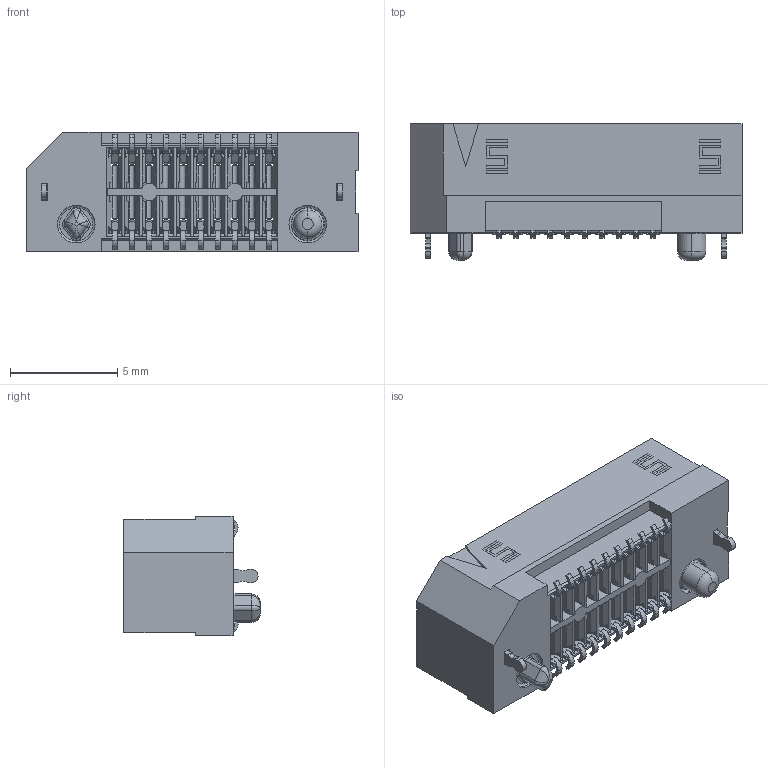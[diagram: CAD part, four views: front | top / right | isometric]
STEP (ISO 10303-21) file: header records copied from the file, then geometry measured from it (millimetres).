
FILE_DESCRIPTION (( 'STEP AP203' ), '1' );
FILE_NAME ('ERF8-010-05.0-X-DV-L.step', '2008-10-08T17:44:00', ( 'samtec' ), ( 'samtec' ), 'SwSTEP 2.0', 'SolidWorks 2007', '' );
FILE_SCHEMA (( 'CONFIG_CONTROL_DESIGN' ));
Length unit declared in the file: millimetre
Products named in the file (4): C3D-ERF8-XXX-XX.X-DV-XXX_-05 25 pos w_latches; C3D-WT-30-XX-X; C3D-C-211-XX.X-X_-05; ERF8-010-05.0-X-DV-L
Assembly tree (23 placements, depth 2):
  ERF8-010-05.0-X-DV-L
    C3D-C-211-XX.X-X_-05  x20
    C3D-WT-30-XX-X  x2
    C3D-ERF8-XXX-XX.X-DV-XXX_-05 25 pos w_latches
Bounding box: 15.5 x 6.37 x 5.6 mm (x, y, z)
Volume: 209.4 mm3; surface area: 931.7 mm2
Topology: 23 solids, 23 shells, 3068 faces, 8448 edges, 5318 vertices
Faces by surface type: plane 1980, cylinder 569, bspline 324, torus 195
Entity records: 38205 total; most frequent: CARTESIAN_POINT 7810, ORIENTED_EDGE 6548, DIRECTION 5601, EDGE_CURVE 3274, VECTOR 2785, LINE 2785, VERTEX_POINT 2123, AXIS2_PLACEMENT_3D 1408
